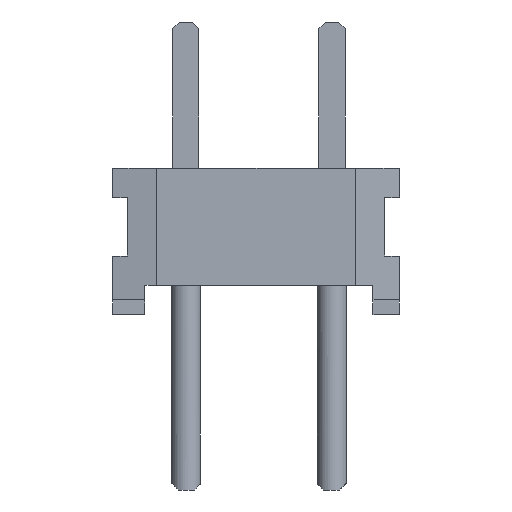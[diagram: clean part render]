
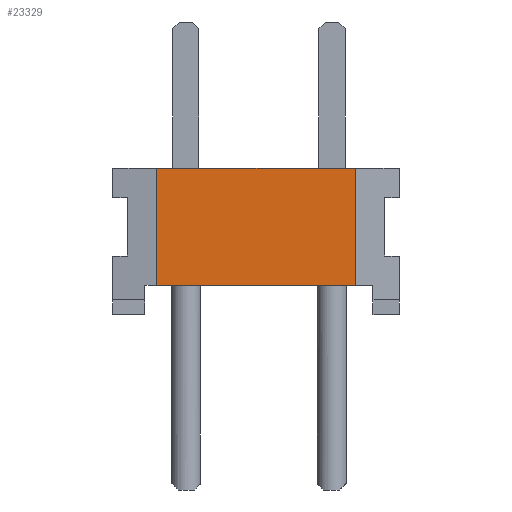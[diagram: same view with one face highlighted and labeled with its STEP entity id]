
A CAD part, left-side view. The second image highlights one B-rep face of the part: STEP entity #23329.
In plain terms, the highlighted planar face has unit normal (-1, 0, 0).
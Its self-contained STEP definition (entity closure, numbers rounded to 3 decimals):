
#23329 = ADVANCED_FACE('',(#23330),#23364,.F.);
#23330 = FACE_BOUND('',#23331,.T.);
#23331 = EDGE_LOOP('',(#23332,#23342,#23350,#23358));
#23332 = ORIENTED_EDGE('',*,*,#23333,.F.);
#23333 = EDGE_CURVE('',#23334,#23336,#23338,.T.);
#23334 = VERTEX_POINT('',#23335);
#23335 = CARTESIAN_POINT('',(-26.035,1.778,2.54));
#23336 = VERTEX_POINT('',#23337);
#23337 = CARTESIAN_POINT('',(-26.035,-1.676,2.54));
#23338 = LINE('',#23339,#23340);
#23339 = CARTESIAN_POINT('',(-26.035,2.54,2.54));
#23340 = VECTOR('',#23341,1.);
#23341 = DIRECTION('',(0.,-1.,0.));
#23342 = ORIENTED_EDGE('',*,*,#23343,.T.);
#23343 = EDGE_CURVE('',#23334,#23344,#23346,.T.);
#23344 = VERTEX_POINT('',#23345);
#23345 = CARTESIAN_POINT('',(-26.035,1.778,0.508));
#23346 = LINE('',#23347,#23348);
#23347 = CARTESIAN_POINT('',(-26.035,1.778,2.54));
#23348 = VECTOR('',#23349,1.);
#23349 = DIRECTION('',(0.,0.,-1.));
#23350 = ORIENTED_EDGE('',*,*,#23351,.T.);
#23351 = EDGE_CURVE('',#23344,#23352,#23354,.T.);
#23352 = VERTEX_POINT('',#23353);
#23353 = CARTESIAN_POINT('',(-26.035,-1.676,0.508));
#23354 = LINE('',#23355,#23356);
#23355 = CARTESIAN_POINT('',(-26.035,1.981,0.508));
#23356 = VECTOR('',#23357,1.);
#23357 = DIRECTION('',(0.,-1.,0.));
#23358 = ORIENTED_EDGE('',*,*,#23359,.T.);
#23359 = EDGE_CURVE('',#23352,#23336,#23360,.T.);
#23360 = LINE('',#23361,#23362);
#23361 = CARTESIAN_POINT('',(-26.035,-1.676,2.54));
#23362 = VECTOR('',#23363,1.);
#23363 = DIRECTION('',(0.,0.,1.));
#23364 = PLANE('',#23365);
#23365 = AXIS2_PLACEMENT_3D('',#23366,#23367,#23368);
#23366 = CARTESIAN_POINT('',(-26.035,2.54,2.54));
#23367 = DIRECTION('',(1.,0.,0.));
#23368 = DIRECTION('',(0.,1.,0.));
